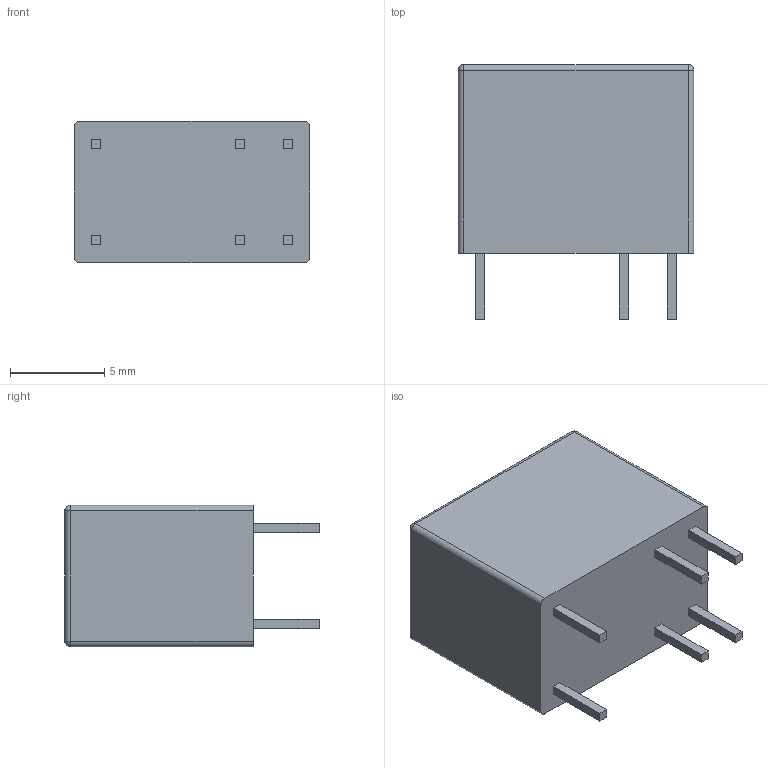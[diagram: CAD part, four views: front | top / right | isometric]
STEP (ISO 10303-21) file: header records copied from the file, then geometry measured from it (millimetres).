
FILE_DESCRIPTION(/* description */ (''),/* implementation_level */ '2;1');
FILE_NAME(/* name */ 'NRP03K.stp',/* time_stamp */ '2021-10-05T20:26:25+03:00',/* author */ ('Kolan'),/* organization */ (''),/* preprocessor_version */ 'ST-DEVELOPER v18.1',/* originating_system */ 'Autodesk Inventor 2021',/* authorisation */ '');
FILE_SCHEMA (('AUTOMOTIVE_DESIGN { 1 0 10303 214 3 1 1 }'));
Length unit declared in the file: millimetre
Products named in the file (1): NRP03K
Bounding box: 12.5 x 13.5 x 7.5 mm (x, y, z)
Volume: 941.2 mm3; surface area: 619.1 mm2
Topology: 1 solids, 1 shells, 48 faces, 108 edges, 68 vertices
Faces by surface type: plane 36, cylinder 8, sphere 4
Entity records: 1353 total; most frequent: CARTESIAN_POINT 225, DIRECTION 222, ORIENTED_EDGE 216, EDGE_CURVE 108, LINE 92, VECTOR 92, VERTEX_POINT 68, AXIS2_PLACEMENT_3D 65
